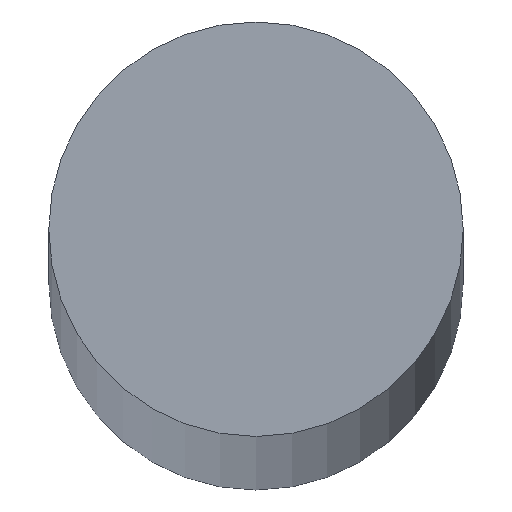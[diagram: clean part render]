
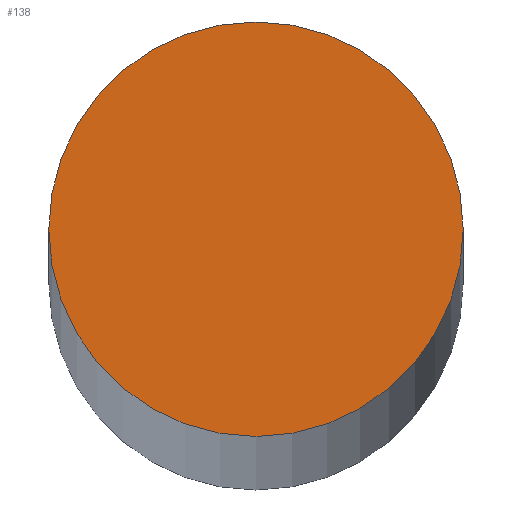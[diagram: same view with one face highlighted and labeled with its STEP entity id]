
A CAD part, top view. The second image highlights one B-rep face of the part: STEP entity #138.
In plain terms, the highlighted planar face has unit normal (0, 0, 1).
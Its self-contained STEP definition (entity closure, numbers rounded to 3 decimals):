
#3 = ORIENTED_EDGE ( 'NONE', *, *, #88, .T. ) ;
#18 = DIRECTION ( 'NONE',  ( 0., 0., 1. ) ) ;
#24 = CARTESIAN_POINT ( 'NONE',  ( 2.5, 0., 370. ) ) ;
#25 = DIRECTION ( 'NONE',  ( 1., 0., 0. ) ) ;
#26 = VERTEX_POINT ( 'NONE', #24 ) ;
#33 = EDGE_CURVE ( 'NONE', #38, #26, #115, .T. ) ;
#36 = ORIENTED_EDGE ( 'NONE', *, *, #33, .T. ) ;
#38 = VERTEX_POINT ( 'NONE', #69 ) ;
#39 = CARTESIAN_POINT ( 'NONE',  ( 0., 0., 370. ) ) ;
#45 = DIRECTION ( 'NONE',  ( 0., 0., 1. ) ) ;
#46 = CARTESIAN_POINT ( 'NONE',  ( 0., 0., 370. ) ) ;
#50 = EDGE_LOOP ( 'NONE', ( #36, #3 ) ) ;
#69 = CARTESIAN_POINT ( 'NONE',  ( -2.5, 0., 370. ) ) ;
#83 = CARTESIAN_POINT ( 'NONE',  ( 0., 0., 370. ) ) ;
#87 = PLANE ( 'NONE',  #120 ) ;
#88 = EDGE_CURVE ( 'NONE', #26, #38, #146, .T. ) ;
#98 = DIRECTION ( 'NONE',  ( 0., 0., 1. ) ) ;
#115 = CIRCLE ( 'NONE', #121, 2.5 ) ;
#120 = AXIS2_PLACEMENT_3D ( 'NONE', #39, #18, #141 ) ;
#121 = AXIS2_PLACEMENT_3D ( 'NONE', #83, #45, #147 ) ;
#128 = AXIS2_PLACEMENT_3D ( 'NONE', #46, #98, #25 ) ;
#131 = FACE_OUTER_BOUND ( 'NONE', #50, .T. ) ;
#138 = ADVANCED_FACE ( 'NONE', ( #131 ), #87, .T. ) ;
#141 = DIRECTION ( 'NONE',  ( 1., 0., 0. ) ) ;
#146 = CIRCLE ( 'NONE', #128, 2.5 ) ;
#147 = DIRECTION ( 'NONE',  ( 1., 0., 0. ) ) ;
